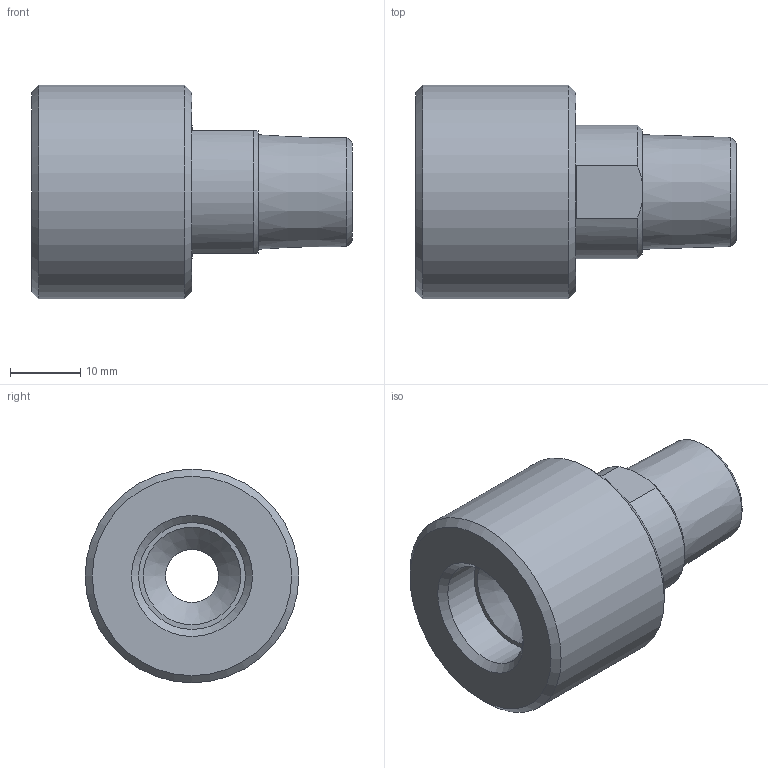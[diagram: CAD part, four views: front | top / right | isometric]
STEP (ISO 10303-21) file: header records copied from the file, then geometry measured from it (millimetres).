
FILE_DESCRIPTION(/* description */ (''),/* implementation_level */ '2;1');
FILE_NAME(/* name */ 'MET06A062N.stp',/* time_stamp */ '2020-09-29T15:43:07-05:00',/* author */ ('scott.gulden'),/* organization */ ('FasTest,Inc.'),/* preprocessor_version */ 'ST-DEVELOPER v17.2',/* originating_system */ 'Autodesk Inventor 2019',/* authorisation */ '');
FILE_SCHEMA (('AUTOMOTIVE_DESIGN { 1 0 10303 214 3 1 1 }'));
Length unit declared in the file: inch
Products named in the file (1): MET06A062N
Bounding box: 45.77 x 30.48 x 30.48 mm (x, y, z)
Volume: 17635.3 mm3; surface area: 6249.8 mm2
Topology: 1 solids, 1 shells, 25 faces, 66 edges, 48 vertices
Faces by surface type: plane 11, cone 8, cylinder 6
Full cylindrical faces by diameter (mm): 7.544 x1, 9.652 x1, 15.24 x1, 19.05 x1, 23.876 x1, 30.48 x1
Entity records: 861 total; most frequent: DIRECTION 156, CARTESIAN_POINT 148, ORIENTED_EDGE 132, AXIS2_PLACEMENT_3D 68, EDGE_CURVE 66, VERTEX_POINT 48, CIRCLE 42, EDGE_LOOP 32
